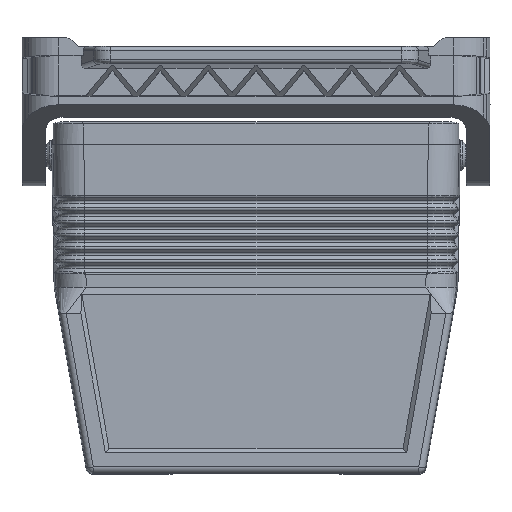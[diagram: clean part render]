
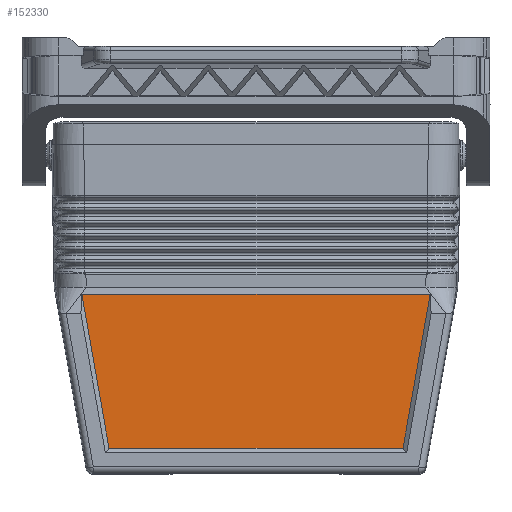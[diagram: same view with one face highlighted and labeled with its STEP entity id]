
A CAD part, front view. The second image highlights one B-rep face of the part: STEP entity #152330.
In plain terms, the highlighted face is planar.
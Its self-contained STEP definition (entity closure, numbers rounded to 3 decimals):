
#146490=CARTESIAN_POINT('',(417.083,-22.843,
34.87));
#146500=VERTEX_POINT('',#146490);
#146530=CARTESIAN_POINT('',(417.083,44.373,
34.87));
#146540=DIRECTION('',(0.,1.,0.));
#146550=VECTOR('',#146540,1.);
#146560=LINE('',#146530,#146550);
#146570=CARTESIAN_POINT('',(417.083,57.156,
34.87));
#146580=VERTEX_POINT('',#146570);
#146590=EDGE_CURVE('',#146500,#146580,#146560,.T.);
#152030=CARTESIAN_POINT('',(417.083,-12.317,
48.893));
#152040=DIRECTION('',(1.,0.,0.));
#152050=DIRECTION('',(0.,1.,0.));
#152060=AXIS2_PLACEMENT_3D('',#152030,#152040,#152050);
#152070=PLANE('',#152060);
#152080=CARTESIAN_POINT('',(417.083,-26.831,
12.233));
#152090=DIRECTION('',(0.,-0.174,
-0.985));
#152100=VECTOR('',#152090,1.);
#152110=LINE('',#152080,#152100);
#152120=CARTESIAN_POINT('',(417.083,-16.613,
70.233));
#152130=VERTEX_POINT('',#152120);
#152140=EDGE_CURVE('',#152130,#146500,#152110,.T.);
#152150=ORIENTED_EDGE('',*,*,#152140,.T.);
#152160=CARTESIAN_POINT('',(417.083,44.373,
70.233));
#152170=DIRECTION('',(0.,-1.,0.));
#152180=VECTOR('',#152170,1.);
#152190=LINE('',#152160,#152180);
#152200=CARTESIAN_POINT('',(417.083,50.926,
70.233));
#152210=VERTEX_POINT('',#152200);
#152220=EDGE_CURVE('',#152210,#152130,#152190,.T.);
#152230=ORIENTED_EDGE('',*,*,#152220,.T.);
#152240=CARTESIAN_POINT('',(417.083,61.144,
12.233));
#152250=DIRECTION('',(0.,0.174,
-0.985));
#152260=VECTOR('',#152250,1.);
#152270=LINE('',#152240,#152260);
#152280=EDGE_CURVE('',#152210,#146580,#152270,.T.);
#152290=ORIENTED_EDGE('',*,*,#152280,.F.);
#152300=ORIENTED_EDGE('',*,*,#146590,.T.);
#152310=EDGE_LOOP('',(#152300,#152290,#152230,#152150));
#152320=FACE_OUTER_BOUND('',#152310,.T.);
#152330=ADVANCED_FACE('',(#152320),#152070,.T.);
